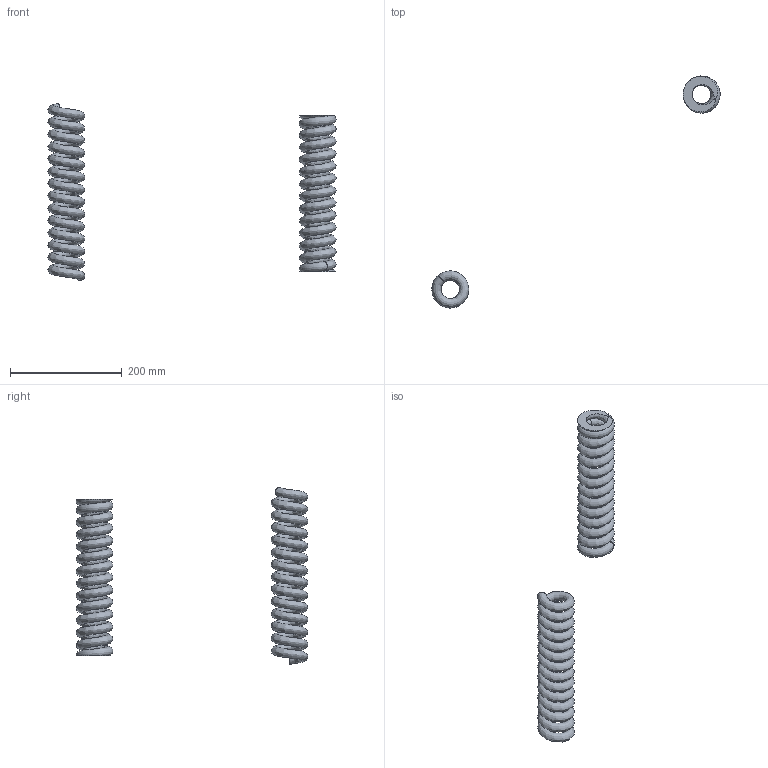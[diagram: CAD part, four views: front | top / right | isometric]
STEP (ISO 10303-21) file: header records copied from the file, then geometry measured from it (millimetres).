
FILE_DESCRIPTION(/* description */ (''),/* implementation_level */ '2;1');
FILE_NAME(/* name */ 'Helical Spring Plain and Square Ended.step',/* time_stamp */ '2020-11-03T20:57:49+05:00',/* author */ (''),/* organization */ (''),/* preprocessor_version */ 'ST-DEVELOPER v18.1',/* originating_system */ 'Autodesk Translation Framework v9.3.0.1241',/* authorisation */ '');
FILE_SCHEMA (('AUTOMOTIVE_DESIGN { 1 0 10303 214 3 1 1 }'));
Length unit declared in the file: millimetre
Products named in the file (3): Helical Spring;  Square Ended Helical Spring; Plain Ended Helical Spring
Assembly tree (2 placements, depth 2):
  Helical Spring
     Square Ended Helical Spring
    Plain Ended Helical Spring
Bounding box: 515.54 x 414.64 x 316 mm (x, y, z)
Volume: 849291.6 mm3; surface area: 217586.6 mm2
Topology: 2 solids, 2 shells, 8 faces, 12 edges, 8 vertices
Faces by surface type: plane 4, bspline 4
Entity records: 7183 total; most frequent: CARTESIAN_POINT 6973, DIRECTION 30, ORIENTED_EDGE 24, AXIS2_PLACEMENT_3D 15, EDGE_CURVE 12, FACE_OUTER_BOUND 8, EDGE_LOOP 8, VERTEX_POINT 8
